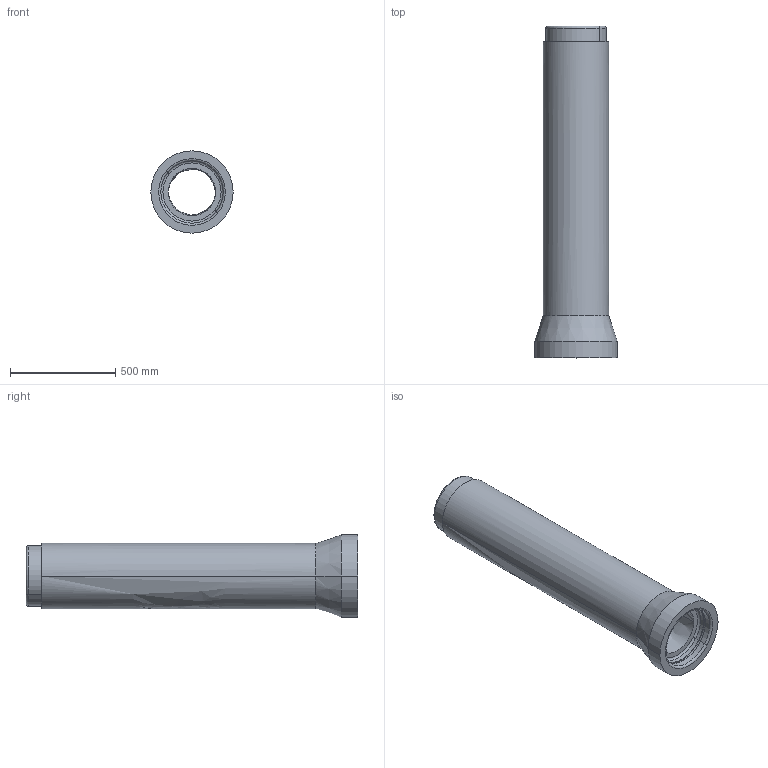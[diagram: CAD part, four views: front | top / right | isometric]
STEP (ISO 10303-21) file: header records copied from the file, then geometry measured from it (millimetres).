
FILE_DESCRIPTION (( 'STEP AP203' ), '1' );
FILE_NAME ('Rudus 1202152 EK-putki 225x1500.step', '2020-02-28T05:56:09', ( '' ), ( '' ), 'SwSTEP 2.0', 'SolidWorks 2019', '' );
FILE_SCHEMA (( 'CONFIG_CONTROL_DESIGN' ));
Length unit declared in the file: millimetre
Products named in the file (2): EK-osa-putkirunko; Rudus 1202152 EK-putki 225x1500
Assembly tree (1 placements, depth 2):
  Rudus 1202152 EK-putki 225x1500
    EK-osa-putkirunko
Bounding box: 392 x 1580 x 392 mm (x, y, z)
Volume: 59979120.8 mm3; surface area: 2829428.6 mm2
Topology: 1 solids, 1 shells, 109 faces, 363 edges, 267 vertices
Faces by surface type: bspline 56, plane 31, cylinder 12, torus 6, cone 4
Entity records: 23570 total; most frequent: CARTESIAN_POINT 20684, ORIENTED_EDGE 726, EDGE_CURVE 363, DIRECTION 338, VERTEX_POINT 267, B_SPLINE_CURVE_WITH_KNOTS 241, AXIS2_PLACEMENT_3D 159, EDGE_LOOP 122
